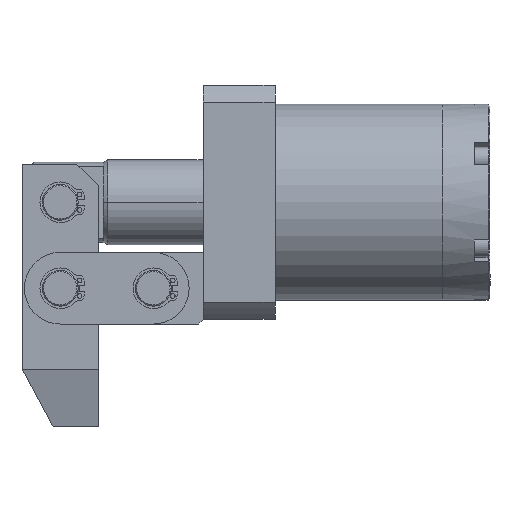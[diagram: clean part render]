
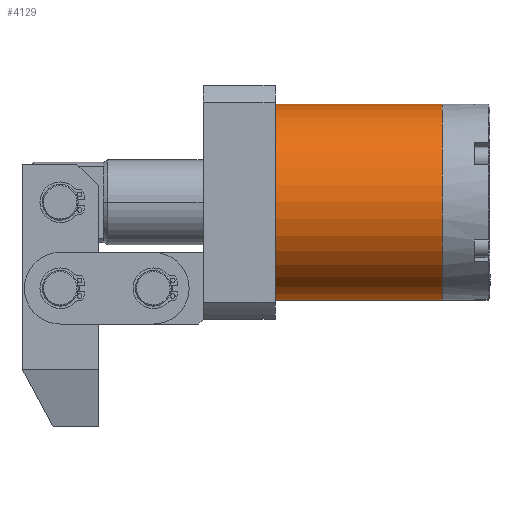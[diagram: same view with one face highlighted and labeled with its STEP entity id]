
A CAD part, left-side view. The second image highlights one B-rep face of the part: STEP entity #4129.
In plain terms, the highlighted cylindrical face has radius 41 mm (diameter 82 mm), a partial arc.
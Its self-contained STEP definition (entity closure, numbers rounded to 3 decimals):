
#112 = EDGE_CURVE ( 'NONE', #2672, #3094, #5146, .T. ) ;
#209 = DIRECTION ( 'NONE',  ( 0., 1., 0. ) ) ;
#391 = AXIS2_PLACEMENT_3D ( 'NONE', #7883, #1827, #8911 ) ;
#416 = AXIS2_PLACEMENT_3D ( 'NONE', #4616, #209, #7113 ) ;
#594 = CARTESIAN_POINT ( 'NONE',  ( 0., 0., -41. ) ) ;
#842 = CARTESIAN_POINT ( 'NONE',  ( 0., -70., -41. ) ) ;
#1827 = DIRECTION ( 'NONE',  ( 0., 1., 0. ) ) ;
#2286 = ORIENTED_EDGE ( 'NONE', *, *, #112, .T. ) ;
#2500 = VECTOR ( 'NONE', #6163, 1000. ) ;
#2672 = VERTEX_POINT ( 'NONE', #4161 ) ;
#3094 = VERTEX_POINT ( 'NONE', #5089 ) ;
#3379 = EDGE_CURVE ( 'NONE', #3094, #12797, #6112, .T. ) ;
#4129 = ADVANCED_FACE ( 'NONE', ( #8470 ), #5702, .T. ) ;
#4161 = CARTESIAN_POINT ( 'NONE',  ( 0., -70., 41. ) ) ;
#4363 = LINE ( 'NONE', #842, #7051 ) ;
#4616 = CARTESIAN_POINT ( 'NONE',  ( 0., -70., 0. ) ) ;
#5089 = CARTESIAN_POINT ( 'NONE',  ( 0., 0., 41. ) ) ;
#5146 = LINE ( 'NONE', #7801, #2500 ) ;
#5668 = VERTEX_POINT ( 'NONE', #11999 ) ;
#5702 = CYLINDRICAL_SURFACE ( 'NONE', #416, 41. ) ;
#6112 = CIRCLE ( 'NONE', #10790, 41. ) ;
#6163 = DIRECTION ( 'NONE',  ( 0., 1., 0. ) ) ;
#6919 = DIRECTION ( 'NONE',  ( 0., 1., 0. ) ) ;
#7051 = VECTOR ( 'NONE', #6919, 1000. ) ;
#7113 = DIRECTION ( 'NONE',  ( 0., 0., 1. ) ) ;
#7581 = CIRCLE ( 'NONE', #391, 41. ) ;
#7801 = CARTESIAN_POINT ( 'NONE',  ( 0., -70., 41. ) ) ;
#7883 = CARTESIAN_POINT ( 'NONE',  ( 0., -70., 0. ) ) ;
#8470 = FACE_OUTER_BOUND ( 'NONE', #11958, .T. ) ;
#8758 = EDGE_CURVE ( 'NONE', #5668, #12797, #4363, .T. ) ;
#8911 = DIRECTION ( 'NONE',  ( 0., 0., 1. ) ) ;
#9608 = ORIENTED_EDGE ( 'NONE', *, *, #8758, .F. ) ;
#10747 = DIRECTION ( 'NONE',  ( 0., 0., 1. ) ) ;
#10770 = DIRECTION ( 'NONE',  ( 0., -1., 0. ) ) ;
#10783 = CARTESIAN_POINT ( 'NONE',  ( 0., 0., 0. ) ) ;
#10790 = AXIS2_PLACEMENT_3D ( 'NONE', #10783, #10770, #10747 ) ;
#10809 = ORIENTED_EDGE ( 'NONE', *, *, #3379, .T. ) ;
#11958 = EDGE_LOOP ( 'NONE', ( #9608, #12332, #2286, #10809 ) ) ;
#11999 = CARTESIAN_POINT ( 'NONE',  ( 0., -70., -41. ) ) ;
#12332 = ORIENTED_EDGE ( 'NONE', *, *, #12884, .T. ) ;
#12797 = VERTEX_POINT ( 'NONE', #594 ) ;
#12884 = EDGE_CURVE ( 'NONE', #5668, #2672, #7581, .T. ) ;
